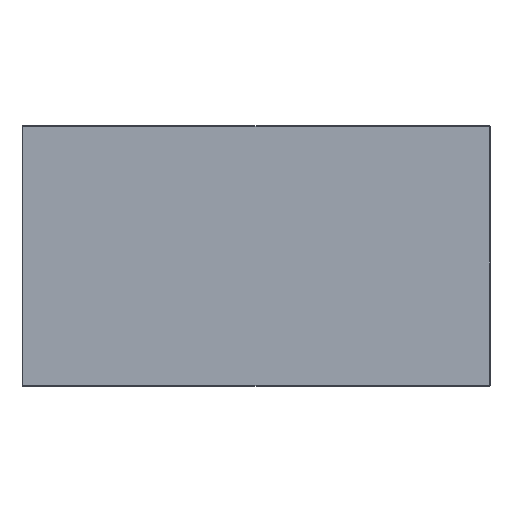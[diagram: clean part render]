
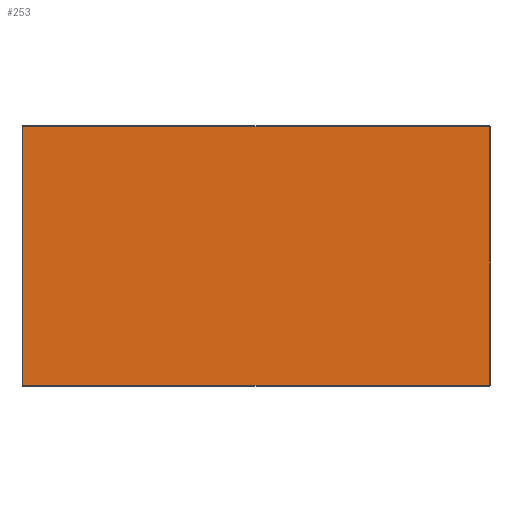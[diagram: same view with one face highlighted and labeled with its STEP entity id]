
A CAD part, top view. The second image highlights one B-rep face of the part: STEP entity #253.
In plain terms, the highlighted face is planar.
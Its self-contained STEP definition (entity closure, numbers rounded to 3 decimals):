
#253=ADVANCED_FACE('',(#323),#1114,.T.);
#323=FACE_OUTER_BOUND('',#394,.T.);
#394=EDGE_LOOP('',(#621,#622,#623,#624));
#621=ORIENTED_EDGE('',*,*,#821,.F.);
#622=ORIENTED_EDGE('',*,*,#822,.F.);
#623=ORIENTED_EDGE('',*,*,#823,.F.);
#624=ORIENTED_EDGE('',*,*,#820,.F.);
#820=EDGE_CURVE('',#1059,#1060,#965,.T.);
#821=EDGE_CURVE('',#1061,#1059,#966,.T.);
#822=EDGE_CURVE('',#1062,#1061,#967,.T.);
#823=EDGE_CURVE('',#1060,#1062,#968,.T.);
#965=B_SPLINE_CURVE_WITH_KNOTS('',1,(#2065,#2066),.UNSPECIFIED.,.F.,.F.,
(2,2),(-498.,0.),.UNSPECIFIED.);
#966=B_SPLINE_CURVE_WITH_KNOTS('',1,(#2067,#2068),.UNSPECIFIED.,.F.,.F.,
(2,2),(-898.,0.),.UNSPECIFIED.);
#967=B_SPLINE_CURVE_WITH_KNOTS('',1,(#2069,#2070),.UNSPECIFIED.,.F.,.F.,
(2,2),(-498.,0.),.UNSPECIFIED.);
#968=B_SPLINE_CURVE_WITH_KNOTS('',1,(#2071,#2072),.UNSPECIFIED.,.F.,.F.,
(2,2),(-898.,0.),.UNSPECIFIED.);
#1059=VERTEX_POINT('',#2011);
#1060=VERTEX_POINT('',#2012);
#1061=VERTEX_POINT('',#2013);
#1062=VERTEX_POINT('',#2014);
#1114=PLANE('',#1295);
#1295=AXIS2_PLACEMENT_3D('',#1702,#1381,$);
#1381=DIRECTION('',(0.,1.,0.));
#1702=CARTESIAN_POINT('',(-538.8,50.,298.8));
#2011=CARTESIAN_POINT('',(449.,50.,-249.));
#2012=CARTESIAN_POINT('',(449.,50.,249.));
#2013=CARTESIAN_POINT('',(-449.,50.,-249.));
#2014=CARTESIAN_POINT('',(-449.,50.,249.));
#2065=CARTESIAN_POINT('',(449.,50.,-249.));
#2066=CARTESIAN_POINT('',(449.,50.,249.));
#2067=CARTESIAN_POINT('',(-449.,50.,-249.));
#2068=CARTESIAN_POINT('',(449.,50.,-249.));
#2069=CARTESIAN_POINT('',(-449.,50.,249.));
#2070=CARTESIAN_POINT('',(-449.,50.,-249.));
#2071=CARTESIAN_POINT('',(449.,50.,249.));
#2072=CARTESIAN_POINT('',(-449.,50.,249.));
